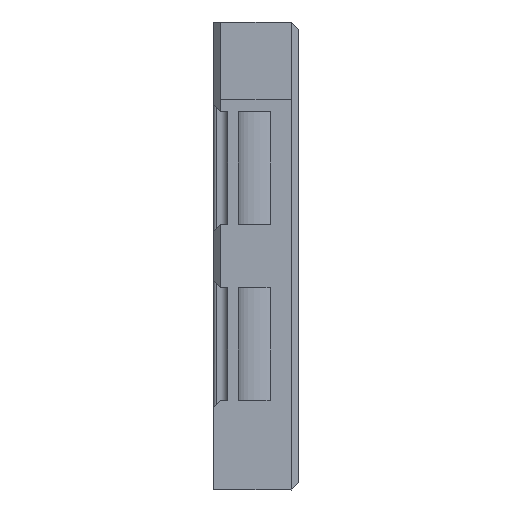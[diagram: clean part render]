
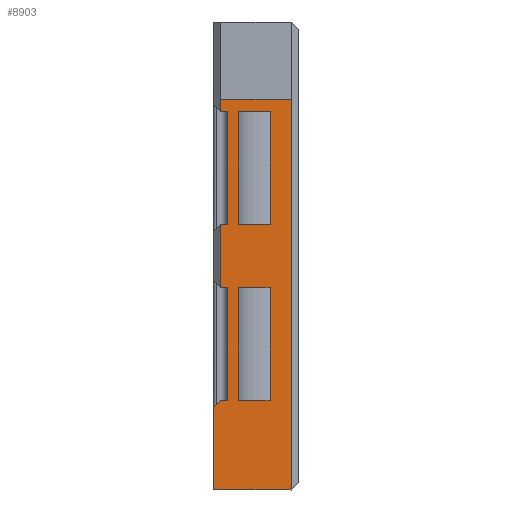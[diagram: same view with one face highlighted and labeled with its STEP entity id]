
A CAD part, left-side view. The second image highlights one B-rep face of the part: STEP entity #8903.
In plain terms, the highlighted planar face has unit normal (-1, 0, 0).
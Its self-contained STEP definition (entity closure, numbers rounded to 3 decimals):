
#166=FACE_BOUND('',#1143,.T.);
#167=FACE_BOUND('',#1144,.T.);
#601=FACE_OUTER_BOUND('',#1142,.T.);
#1142=EDGE_LOOP('',(#6464,#6465,#6466,#6467,#6468,#6469,#6470,#6471,#6472,
#6473,#6474,#6475,#6476,#6477));
#1143=EDGE_LOOP('',(#6478,#6479,#6480,#6481));
#1144=EDGE_LOOP('',(#6482,#6483,#6484,#6485));
#1819=LINE('',#13345,#2858);
#1832=LINE('',#13373,#2871);
#1869=LINE('',#13447,#2908);
#1906=LINE('',#13530,#2945);
#1907=LINE('',#13531,#2946);
#1916=LINE('',#13546,#2955);
#1922=LINE('',#13558,#2961);
#1923=LINE('',#13560,#2962);
#1924=LINE('',#13562,#2963);
#1925=LINE('',#13564,#2964);
#1926=LINE('',#13566,#2965);
#1927=LINE('',#13568,#2966);
#1928=LINE('',#13570,#2967);
#1929=LINE('',#13571,#2968);
#1930=LINE('',#13574,#2969);
#1931=LINE('',#13576,#2970);
#1932=LINE('',#13578,#2971);
#1933=LINE('',#13579,#2972);
#1934=LINE('',#13582,#2973);
#1935=LINE('',#13584,#2974);
#1936=LINE('',#13586,#2975);
#1937=LINE('',#13587,#2976);
#2858=VECTOR('',#10714,10.);
#2871=VECTOR('',#10729,10.);
#2908=VECTOR('',#10772,10.);
#2945=VECTOR('',#10823,10.);
#2946=VECTOR('',#10824,10.);
#2955=VECTOR('',#10839,10.);
#2961=VECTOR('',#10847,10.);
#2962=VECTOR('',#10848,10.);
#2963=VECTOR('',#10849,10.);
#2964=VECTOR('',#10850,10.);
#2965=VECTOR('',#10851,10.);
#2966=VECTOR('',#10852,10.);
#2967=VECTOR('',#10853,10.);
#2968=VECTOR('',#10854,10.);
#2969=VECTOR('',#10855,10.);
#2970=VECTOR('',#10856,10.);
#2971=VECTOR('',#10857,10.);
#2972=VECTOR('',#10858,10.);
#2973=VECTOR('',#10859,10.);
#2974=VECTOR('',#10860,10.);
#2975=VECTOR('',#10861,10.);
#2976=VECTOR('',#10862,10.);
#3807=VERTEX_POINT('',#13337);
#3810=VERTEX_POINT('',#13343);
#3823=VERTEX_POINT('',#13370);
#3824=VERTEX_POINT('',#13372);
#3855=VERTEX_POINT('',#13437);
#3858=VERTEX_POINT('',#13445);
#3897=VERTEX_POINT('',#13529);
#3905=VERTEX_POINT('',#13557);
#3906=VERTEX_POINT('',#13559);
#3907=VERTEX_POINT('',#13561);
#3908=VERTEX_POINT('',#13563);
#3909=VERTEX_POINT('',#13565);
#3910=VERTEX_POINT('',#13567);
#3911=VERTEX_POINT('',#13569);
#3912=VERTEX_POINT('',#13572);
#3913=VERTEX_POINT('',#13573);
#3914=VERTEX_POINT('',#13575);
#3915=VERTEX_POINT('',#13577);
#3916=VERTEX_POINT('',#13580);
#3917=VERTEX_POINT('',#13581);
#3918=VERTEX_POINT('',#13583);
#3919=VERTEX_POINT('',#13585);
#4757=EDGE_CURVE('',#3810,#3807,#1819,.T.);
#4770=EDGE_CURVE('',#3824,#3823,#1832,.T.);
#4807=EDGE_CURVE('',#3858,#3855,#1869,.T.);
#4848=EDGE_CURVE('',#3807,#3897,#1906,.T.);
#4849=EDGE_CURVE('',#3897,#3858,#1907,.T.);
#4858=EDGE_CURVE('',#3823,#3855,#1916,.T.);
#4864=EDGE_CURVE('',#3810,#3905,#1922,.T.);
#4865=EDGE_CURVE('',#3906,#3905,#1923,.T.);
#4866=EDGE_CURVE('',#3906,#3907,#1924,.T.);
#4867=EDGE_CURVE('',#3907,#3908,#1925,.T.);
#4868=EDGE_CURVE('',#3908,#3909,#1926,.T.);
#4869=EDGE_CURVE('',#3910,#3909,#1927,.T.);
#4870=EDGE_CURVE('',#3911,#3910,#1928,.T.);
#4871=EDGE_CURVE('',#3824,#3911,#1929,.T.);
#4872=EDGE_CURVE('',#3912,#3913,#1930,.T.);
#4873=EDGE_CURVE('',#3913,#3914,#1931,.T.);
#4874=EDGE_CURVE('',#3915,#3914,#1932,.T.);
#4875=EDGE_CURVE('',#3915,#3912,#1933,.T.);
#4876=EDGE_CURVE('',#3916,#3917,#1934,.T.);
#4877=EDGE_CURVE('',#3917,#3918,#1935,.T.);
#4878=EDGE_CURVE('',#3918,#3919,#1936,.T.);
#4879=EDGE_CURVE('',#3919,#3916,#1937,.T.);
#6464=ORIENTED_EDGE('',*,*,#4757,.F.);
#6465=ORIENTED_EDGE('',*,*,#4864,.T.);
#6466=ORIENTED_EDGE('',*,*,#4865,.F.);
#6467=ORIENTED_EDGE('',*,*,#4866,.T.);
#6468=ORIENTED_EDGE('',*,*,#4867,.T.);
#6469=ORIENTED_EDGE('',*,*,#4868,.T.);
#6470=ORIENTED_EDGE('',*,*,#4869,.F.);
#6471=ORIENTED_EDGE('',*,*,#4870,.F.);
#6472=ORIENTED_EDGE('',*,*,#4871,.F.);
#6473=ORIENTED_EDGE('',*,*,#4770,.T.);
#6474=ORIENTED_EDGE('',*,*,#4858,.T.);
#6475=ORIENTED_EDGE('',*,*,#4807,.F.);
#6476=ORIENTED_EDGE('',*,*,#4849,.F.);
#6477=ORIENTED_EDGE('',*,*,#4848,.F.);
#6478=ORIENTED_EDGE('',*,*,#4872,.T.);
#6479=ORIENTED_EDGE('',*,*,#4873,.T.);
#6480=ORIENTED_EDGE('',*,*,#4874,.F.);
#6481=ORIENTED_EDGE('',*,*,#4875,.T.);
#6482=ORIENTED_EDGE('',*,*,#4876,.T.);
#6483=ORIENTED_EDGE('',*,*,#4877,.T.);
#6484=ORIENTED_EDGE('',*,*,#4878,.T.);
#6485=ORIENTED_EDGE('',*,*,#4879,.T.);
#8476=PLANE('',#9496);
#8903=ADVANCED_FACE('',(#601,#166,#167),#8476,.T.);
#9496=AXIS2_PLACEMENT_3D('',#13556,#10845,#10846);
#10714=DIRECTION('',(0.,0.,1.));
#10729=DIRECTION('',(0.,0.,-1.));
#10772=DIRECTION('',(0.,0.,-1.));
#10823=DIRECTION('',(0.,0.,1.));
#10824=DIRECTION('',(0.,-1.,0.));
#10839=DIRECTION('',(0.,-1.,0.));
#10845=DIRECTION('center_axis',(-1.,0.,
0.));
#10846=DIRECTION('ref_axis',(0.,0.,
-1.));
#10847=DIRECTION('',(0.,-1.,0.));
#10848=DIRECTION('',(0.,0.,1.));
#10849=DIRECTION('',(0.,1.,0.));
#10850=DIRECTION('',(0.,0.,-1.));
#10851=DIRECTION('',(0.,-1.,0.));
#10852=DIRECTION('',(0.,0.,1.));
#10853=DIRECTION('',(0.,-1.,0.));
#10854=DIRECTION('',(0.,-0.707,0.707));
#10855=DIRECTION('',(0.,-1.,0.));
#10856=DIRECTION('',(0.,0.,-1.));
#10857=DIRECTION('',(0.,-1.,0.));
#10858=DIRECTION('',(0.,0.,1.));
#10859=DIRECTION('',(0.,1.,0.));
#10860=DIRECTION('',(0.,0.,1.));
#10861=DIRECTION('',(0.,-1.,0.));
#10862=DIRECTION('',(0.,0.,-1.));
#13337=CARTESIAN_POINT('',(-22.7,29.225,57.972));
#13343=CARTESIAN_POINT('',(-22.7,29.225,57.384));
#13345=CARTESIAN_POINT('',(-22.7,29.225,42.066));
#13370=CARTESIAN_POINT('',(-22.7,29.625,35.884));
#13372=CARTESIAN_POINT('',(-22.7,29.625,40.584));
#13373=CARTESIAN_POINT('',(-22.7,29.625,45.29));
#13437=CARTESIAN_POINT('',(-22.7,25.225,35.884));
#13445=CARTESIAN_POINT('',(-22.7,25.225,58.099));
#13447=CARTESIAN_POINT('',(-22.7,25.225,43.166));
#13529=CARTESIAN_POINT('',(-22.7,29.225,58.099));
#13530=CARTESIAN_POINT('',(-22.7,29.225,42.066));
#13531=CARTESIAN_POINT('',(-22.7,32.17,58.099));
#13546=CARTESIAN_POINT('',(-22.7,31.145,35.884));
#13556=CARTESIAN_POINT('Origin',(-22.7,33.065,30.299));
#13557=CARTESIAN_POINT('',(-22.7,28.825,57.384));
#13558=CARTESIAN_POINT('',(-22.7,30.645,57.384));
#13559=CARTESIAN_POINT('',(-22.7,28.825,50.984));
#13560=CARTESIAN_POINT('',(-22.7,28.825,42.141));
#13561=CARTESIAN_POINT('',(-22.7,29.225,50.984));
#13562=CARTESIAN_POINT('',(-22.7,29.745,50.984));
#13563=CARTESIAN_POINT('',(-22.7,29.225,47.384));
#13564=CARTESIAN_POINT('',(-22.7,29.225,39.291));
#13565=CARTESIAN_POINT('',(-22.7,28.825,47.384));
#13566=CARTESIAN_POINT('',(-22.7,31.095,47.384));
#13567=CARTESIAN_POINT('',(-22.7,28.825,40.984));
#13568=CARTESIAN_POINT('',(-22.7,28.825,37.141));
#13569=CARTESIAN_POINT('',(-22.7,29.225,40.984));
#13570=CARTESIAN_POINT('',(-22.7,31.095,40.984));
#13571=CARTESIAN_POINT('',(-22.7,32.956,37.253));
#13572=CARTESIAN_POINT('',(-22.7,28.225,47.384));
#13573=CARTESIAN_POINT('',(-22.7,26.424,47.384));
#13574=CARTESIAN_POINT('',(-22.7,31.095,47.384));
#13575=CARTESIAN_POINT('',(-22.7,26.424,40.984));
#13576=CARTESIAN_POINT('',(-22.7,26.424,43.659));
#13577=CARTESIAN_POINT('',(-22.7,28.225,40.984));
#13578=CARTESIAN_POINT('',(-22.7,31.095,40.984));
#13579=CARTESIAN_POINT('',(-22.7,28.225,43.659));
#13580=CARTESIAN_POINT('',(-22.7,26.424,50.984));
#13581=CARTESIAN_POINT('',(-22.7,28.225,50.984));
#13582=CARTESIAN_POINT('',(-22.7,29.745,50.984));
#13583=CARTESIAN_POINT('',(-22.7,28.225,57.384));
#13584=CARTESIAN_POINT('',(-22.7,28.225,43.659));
#13585=CARTESIAN_POINT('',(-22.7,26.424,57.384));
#13586=CARTESIAN_POINT('',(-22.7,30.645,57.384));
#13587=CARTESIAN_POINT('',(-22.7,26.424,43.659));
